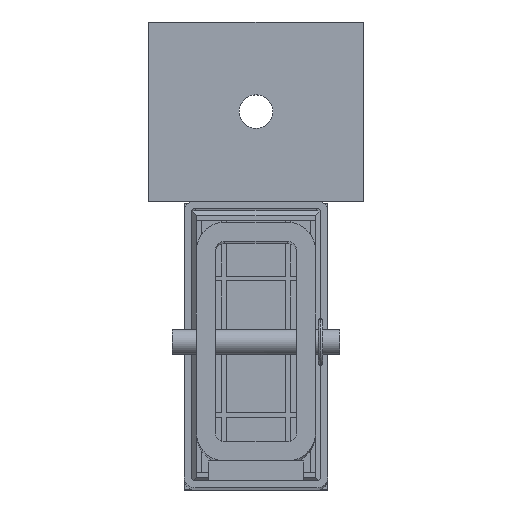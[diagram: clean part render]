
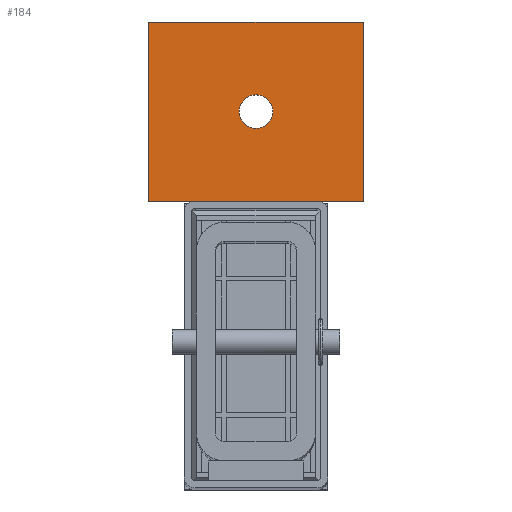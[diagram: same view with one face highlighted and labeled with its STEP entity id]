
A CAD part, top view. The second image highlights one B-rep face of the part: STEP entity #184.
In plain terms, the highlighted planar face has unit normal (0, 0, 1).
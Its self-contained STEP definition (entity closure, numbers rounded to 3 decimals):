
#184 = ADVANCED_FACE ( 'NONE', ( #1505, #1523 ), #2681, .F. ) ;
#406 = EDGE_CURVE ( 'NONE', #2433, #2430, #1855, .T. ) ;
#407 = EDGE_CURVE ( 'NONE', #2613, #2522, #1851, .T. ) ;
#728 = ORIENTED_EDGE ( 'NONE', *, *, #2036, .F. ) ;
#729 = ORIENTED_EDGE ( 'NONE', *, *, #406, .F. ) ;
#730 = ORIENTED_EDGE ( 'NONE', *, *, #2030, .T. ) ;
#731 = ORIENTED_EDGE ( 'NONE', *, *, #2041, .F. ) ;
#732 = ORIENTED_EDGE ( 'NONE', *, *, #2035, .F. ) ;
#733 = ORIENTED_EDGE ( 'NONE', *, *, #407, .T. ) ;
#1478 = EDGE_LOOP ( 'NONE', ( #728, #729 ) ) ;
#1484 = EDGE_LOOP ( 'NONE', ( #730, #731, #732, #733 ) ) ;
#1505 = FACE_BOUND ( 'NONE', #1478, .T. ) ;
#1523 = FACE_OUTER_BOUND ( 'NONE', #1484, .T. ) ;
#1851 = LINE ( 'NONE', #3395, #1852 ) ;
#1852 = VECTOR ( 'NONE', #3396, 1000. ) ;
#1855 = CIRCLE ( 'NONE', #2193, 7. ) ;
#2030 = EDGE_CURVE ( 'NONE', #2522, #5590, #4155, .T. ) ;
#2035 = EDGE_CURVE ( 'NONE', #2613, #2558, #4215, .T. ) ;
#2036 = EDGE_CURVE ( 'NONE', #2430, #2433, #4219, .T. ) ;
#2041 = EDGE_CURVE ( 'NONE', #2558, #5590, #4225, .T. ) ;
#2060 = AXIS2_PLACEMENT_3D ( 'NONE', #2684, #2689, #2690 ) ;
#2193 = AXIS2_PLACEMENT_3D ( 'NONE', #3392, #3393, #3394 ) ;
#2292 = AXIS2_PLACEMENT_3D ( 'NONE', #4828, #4832, #4833 ) ;
#2430 = VERTEX_POINT ( 'NONE', #4875 ) ;
#2433 = VERTEX_POINT ( 'NONE', #4878 ) ;
#2522 = VERTEX_POINT ( 'NONE', #4967 ) ;
#2558 = VERTEX_POINT ( 'NONE', #5003 ) ;
#2613 = VERTEX_POINT ( 'NONE', #5058 ) ;
#2681 = PLANE ( 'NONE',  #2060 ) ;
#2684 = CARTESIAN_POINT ( 'NONE',  ( 45., 135., 0. ) ) ;
#2689 = DIRECTION ( 'NONE',  ( 0., 0., -1. ) ) ;
#2690 = DIRECTION ( 'NONE',  ( 0., 1., 0. ) ) ;
#3392 = CARTESIAN_POINT ( 'NONE',  ( 0., 97.5, 0. ) ) ;
#3393 = DIRECTION ( 'NONE',  ( 0., 0., 1. ) ) ;
#3394 = DIRECTION ( 'NONE',  ( 1., 0., 0. ) ) ;
#3395 = CARTESIAN_POINT ( 'NONE',  ( 45., 135., 0. ) ) ;
#3396 = DIRECTION ( 'NONE',  ( -1., 0., 0. ) ) ;
#4145 = VECTOR ( 'NONE', #4820, 1000. ) ;
#4155 = LINE ( 'NONE', #4819, #4145 ) ;
#4215 = LINE ( 'NONE', #4830, #4216 ) ;
#4216 = VECTOR ( 'NONE', #4831, 1000. ) ;
#4219 = CIRCLE ( 'NONE', #2292, 7. ) ;
#4225 = LINE ( 'NONE', #4843, #4226 ) ;
#4226 = VECTOR ( 'NONE', #4844, 1000. ) ;
#4819 = CARTESIAN_POINT ( 'NONE',  ( -45., 135., 0. ) ) ;
#4820 = DIRECTION ( 'NONE',  ( 0., -1., 0. ) ) ;
#4828 = CARTESIAN_POINT ( 'NONE',  ( 0., 97.5, 0. ) ) ;
#4830 = CARTESIAN_POINT ( 'NONE',  ( 45., 135., 0. ) ) ;
#4831 = DIRECTION ( 'NONE',  ( 0., -1., 0. ) ) ;
#4832 = DIRECTION ( 'NONE',  ( 0., 0., 1. ) ) ;
#4833 = DIRECTION ( 'NONE',  ( 1., 0., 0. ) ) ;
#4843 = CARTESIAN_POINT ( 'NONE',  ( 45., 60., 0. ) ) ;
#4844 = DIRECTION ( 'NONE',  ( -1., 0., 0. ) ) ;
#4875 = CARTESIAN_POINT ( 'NONE',  ( 7., 97.5, 0. ) ) ;
#4878 = CARTESIAN_POINT ( 'NONE',  ( -7., 97.5, 0. ) ) ;
#4967 = CARTESIAN_POINT ( 'NONE',  ( -45., 135., 0. ) ) ;
#5003 = CARTESIAN_POINT ( 'NONE',  ( 45., 60., 0. ) ) ;
#5058 = CARTESIAN_POINT ( 'NONE',  ( 45., 135., 0. ) ) ;
#5244 = CARTESIAN_POINT ( 'NONE',  ( -45., 60., 0. ) ) ;
#5590 = VERTEX_POINT ( 'NONE', #5244 ) ;
